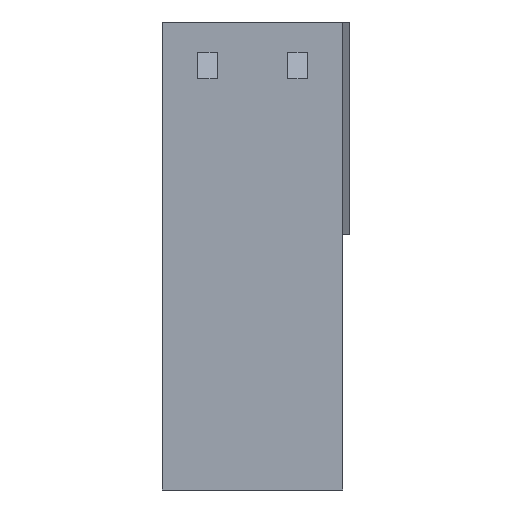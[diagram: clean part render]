
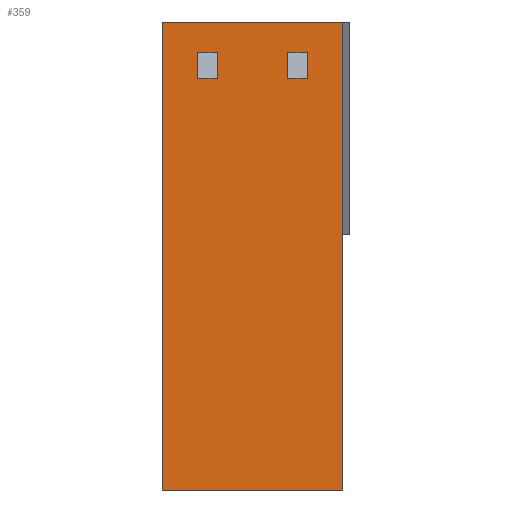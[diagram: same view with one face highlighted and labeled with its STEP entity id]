
A CAD part, left-side view. The second image highlights one B-rep face of the part: STEP entity #359.
In plain terms, the highlighted planar face has unit normal (-1, 0, 0).
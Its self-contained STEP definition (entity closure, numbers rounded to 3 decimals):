
#359 = ADVANCED_FACE( '', ( #756, #757, #758 ), #759, .T. );
#756 = FACE_OUTER_BOUND( '', #1188, .T. );
#757 = FACE_BOUND( '', #1189, .T. );
#758 = FACE_BOUND( '', #1190, .T. );
#759 = PLANE( '', #1191 );
#1188 = EDGE_LOOP( '', ( #2196, #2197, #2198, #2199 ) );
#1189 = EDGE_LOOP( '', ( #2200, #2201, #2202, #2203 ) );
#1190 = EDGE_LOOP( '', ( #2204, #2205, #2206, #2207 ) );
#1191 = AXIS2_PLACEMENT_3D( '', #2208, #2209, #2210 );
#2196 = ORIENTED_EDGE( '', *, *, #2632, .F. );
#2197 = ORIENTED_EDGE( '', *, *, #2811, .F. );
#2198 = ORIENTED_EDGE( '', *, *, #2576, .T. );
#2199 = ORIENTED_EDGE( '', *, *, #2765, .F. );
#2200 = ORIENTED_EDGE( '', *, *, #2985, .F. );
#2201 = ORIENTED_EDGE( '', *, *, #2848, .F. );
#2202 = ORIENTED_EDGE( '', *, *, #2669, .T. );
#2203 = ORIENTED_EDGE( '', *, *, #2879, .T. );
#2204 = ORIENTED_EDGE( '', *, *, #2986, .F. );
#2205 = ORIENTED_EDGE( '', *, *, #2987, .F. );
#2206 = ORIENTED_EDGE( '', *, *, #2693, .T. );
#2207 = ORIENTED_EDGE( '', *, *, #2944, .T. );
#2208 = CARTESIAN_POINT( '', ( -7.75, -12.7, -4. ) );
#2209 = DIRECTION( '', ( -1., 0., 0. ) );
#2210 = DIRECTION( '', ( 0., 1., 0. ) );
#2576 = EDGE_CURVE( '', #3078, #3079, #3080, .T. );
#2632 = EDGE_CURVE( '', #3179, #3181, #3182, .T. );
#2669 = EDGE_CURVE( '', #3241, #3245, #3247, .T. );
#2693 = EDGE_CURVE( '', #3279, #3283, #3285, .T. );
#2765 = EDGE_CURVE( '', #3181, #3079, #3402, .T. );
#2811 = EDGE_CURVE( '', #3078, #3179, #3468, .T. );
#2848 = EDGE_CURVE( '', #3241, #3525, #3526, .T. );
#2879 = EDGE_CURVE( '', #3245, #3568, #3569, .T. );
#2944 = EDGE_CURVE( '', #3283, #3657, #3658, .T. );
#2985 = EDGE_CURVE( '', #3525, #3568, #3707, .T. );
#2986 = EDGE_CURVE( '', #3708, #3657, #3709, .T. );
#2987 = EDGE_CURVE( '', #3279, #3708, #3710, .T. );
#3078 = VERTEX_POINT( '', #3814 );
#3079 = VERTEX_POINT( '', #3815 );
#3080 = LINE( '', #3816, #3817 );
#3179 = VERTEX_POINT( '', #3962 );
#3181 = VERTEX_POINT( '', #3965 );
#3182 = LINE( '', #3966, #3967 );
#3241 = VERTEX_POINT( '', #4047 );
#3245 = VERTEX_POINT( '', #4053 );
#3247 = LINE( '', #4056, #4057 );
#3279 = VERTEX_POINT( '', #4103 );
#3283 = VERTEX_POINT( '', #4109 );
#3285 = LINE( '', #4112, #4113 );
#3402 = LINE( '', #4278, #4279 );
#3468 = LINE( '', #4376, #4377 );
#3525 = VERTEX_POINT( '', #4460 );
#3526 = LINE( '', #4461, #4462 );
#3568 = VERTEX_POINT( '', #4525 );
#3569 = LINE( '', #4526, #4527 );
#3657 = VERTEX_POINT( '', #4652 );
#3658 = LINE( '', #4653, #4654 );
#3707 = LINE( '', #4723, #4724 );
#3708 = VERTEX_POINT( '', #4725 );
#3709 = LINE( '', #4726, #4727 );
#3710 = LINE( '', #4728, #4729 );
#3814 = CARTESIAN_POINT( '', ( -7.75, -6.35, 0. ) );
#3815 = CARTESIAN_POINT( '', ( -7.75, 6.35, 0. ) );
#3816 = CARTESIAN_POINT( '', ( -7.75, -12.7, 0. ) );
#3817 = VECTOR( '', #4832, 1000. );
#3962 = CARTESIAN_POINT( '', ( -7.75, -6.35, -33. ) );
#3965 = CARTESIAN_POINT( '', ( -7.75, 6.35, -33. ) );
#3966 = CARTESIAN_POINT( '', ( -7.75, -12.7, -33. ) );
#3967 = VECTOR( '', #4883, 1000. );
#4047 = CARTESIAN_POINT( '', ( -7.75, 2.475, -4. ) );
#4053 = CARTESIAN_POINT( '', ( -7.75, 3.875, -4. ) );
#4056 = CARTESIAN_POINT( '', ( -7.75, -6.35, -4. ) );
#4057 = VECTOR( '', #4926, 1000. );
#4103 = CARTESIAN_POINT( '', ( -7.75, -3.875, -4. ) );
#4109 = CARTESIAN_POINT( '', ( -7.75, -2.475, -4. ) );
#4112 = CARTESIAN_POINT( '', ( -7.75, -12.7, -4. ) );
#4113 = VECTOR( '', #4947, 1000. );
#4278 = CARTESIAN_POINT( '', ( -7.75, 6.35, -4. ) );
#4279 = VECTOR( '', #5017, 1000. );
#4376 = CARTESIAN_POINT( '', ( -7.75, -6.35, -4. ) );
#4377 = VECTOR( '', #5064, 1000. );
#4460 = CARTESIAN_POINT( '', ( -7.75, 2.475, -2.134 ) );
#4461 = CARTESIAN_POINT( '', ( -7.75, 2.475, -33. ) );
#4462 = VECTOR( '', #5097, 1000. );
#4525 = CARTESIAN_POINT( '', ( -7.75, 3.875, -2.134 ) );
#4526 = CARTESIAN_POINT( '', ( -7.75, 3.875, 27.742 ) );
#4527 = VECTOR( '', #5119, 1000. );
#4652 = CARTESIAN_POINT( '', ( -7.75, -2.475, -2.134 ) );
#4653 = CARTESIAN_POINT( '', ( -7.75, -2.475, 27.742 ) );
#4654 = VECTOR( '', #5184, 1000. );
#4723 = CARTESIAN_POINT( '', ( -7.75, -6.35, -2.134 ) );
#4724 = VECTOR( '', #5220, 1000. );
#4725 = CARTESIAN_POINT( '', ( -7.75, -3.875, -2.134 ) );
#4726 = CARTESIAN_POINT( '', ( -7.75, -12.7, -2.134 ) );
#4727 = VECTOR( '', #5221, 1000. );
#4728 = CARTESIAN_POINT( '', ( -7.75, -3.875, -33. ) );
#4729 = VECTOR( '', #5222, 1000. );
#4832 = DIRECTION( '', ( 0., 1., 0. ) );
#4883 = DIRECTION( '', ( 0., 1., 0. ) );
#4926 = DIRECTION( '', ( 0., 1., 0. ) );
#4947 = DIRECTION( '', ( 0., 1., 0. ) );
#5017 = DIRECTION( '', ( 0., 0., 1. ) );
#5064 = DIRECTION( '', ( 0., 0., -1. ) );
#5097 = DIRECTION( '', ( 0., 0., 1. ) );
#5119 = DIRECTION( '', ( 0., 0., 1. ) );
#5184 = DIRECTION( '', ( 0., 0., 1. ) );
#5220 = DIRECTION( '', ( 0., 1., 0. ) );
#5221 = DIRECTION( '', ( 0., 1., 0. ) );
#5222 = DIRECTION( '', ( 0., 0., 1. ) );
